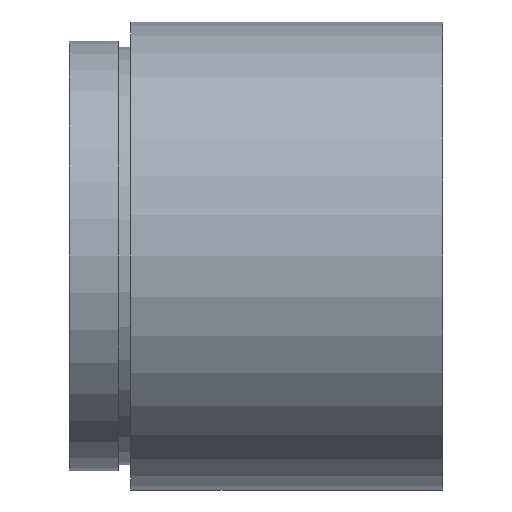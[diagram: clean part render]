
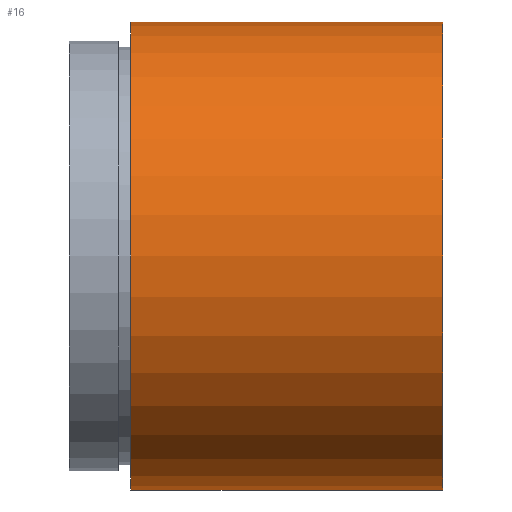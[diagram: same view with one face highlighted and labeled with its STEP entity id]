
A CAD part, left-side view. The second image highlights one B-rep face of the part: STEP entity #16.
In plain terms, the highlighted cylindrical face has radius 19.05 mm (diameter 38.1 mm), a partial arc.
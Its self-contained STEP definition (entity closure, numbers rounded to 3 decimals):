
#8 = CARTESIAN_POINT ( 'NONE',  ( 0., 161.376, 0. ) ) ;
#16 = ADVANCED_FACE ( 'NONE', ( #40 ), #330, .T. ) ;
#17 = VERTEX_POINT ( 'NONE', #206 ) ;
#27 = ORIENTED_EDGE ( 'NONE', *, *, #586, .T. ) ;
#40 = FACE_OUTER_BOUND ( 'NONE', #198, .T. ) ;
#56 = CIRCLE ( 'NONE', #157, 19.05 ) ;
#81 = DIRECTION ( 'NONE',  ( 0., 1., 0. ) ) ;
#86 = AXIS2_PLACEMENT_3D ( 'NONE', #8, #205, #532 ) ;
#125 = CARTESIAN_POINT ( 'NONE',  ( 0., 0., 0. ) ) ;
#130 = DIRECTION ( 'NONE',  ( 0., 1., 0. ) ) ;
#151 = LINE ( 'NONE', #224, #286 ) ;
#157 = AXIS2_PLACEMENT_3D ( 'NONE', #125, #81, #607 ) ;
#188 = VECTOR ( 'NONE', #574, 1000. ) ;
#198 = EDGE_LOOP ( 'NONE', ( #389, #292, #27, #593 ) ) ;
#205 = DIRECTION ( 'NONE',  ( 0., 1., 0. ) ) ;
#206 = CARTESIAN_POINT ( 'NONE',  ( 0., 0., -19.05 ) ) ;
#210 = CARTESIAN_POINT ( 'NONE',  ( 0., 25.4, 19.05 ) ) ;
#224 = CARTESIAN_POINT ( 'NONE',  ( 0., 161.376, 19.05 ) ) ;
#246 = LINE ( 'NONE', #517, #188 ) ;
#286 = VECTOR ( 'NONE', #130, 1000. ) ;
#292 = ORIENTED_EDGE ( 'NONE', *, *, #518, .T. ) ;
#296 = EDGE_CURVE ( 'NONE', #17, #344, #246, .T. ) ;
#330 = CYLINDRICAL_SURFACE ( 'NONE', #86, 19.05 ) ;
#341 = DIRECTION ( 'NONE',  ( 0., 0., 1. ) ) ;
#344 = VERTEX_POINT ( 'NONE', #579 ) ;
#389 = ORIENTED_EDGE ( 'NONE', *, *, #296, .F. ) ;
#392 = EDGE_CURVE ( 'NONE', #344, #491, #484, .T. ) ;
#397 = CARTESIAN_POINT ( 'NONE',  ( 0., 0., 19.05 ) ) ;
#434 = VERTEX_POINT ( 'NONE', #397 ) ;
#477 = DIRECTION ( 'NONE',  ( 0., 1., 0. ) ) ;
#484 = CIRCLE ( 'NONE', #601, 19.05 ) ;
#491 = VERTEX_POINT ( 'NONE', #210 ) ;
#514 = CARTESIAN_POINT ( 'NONE',  ( 0., 25.4, 0. ) ) ;
#517 = CARTESIAN_POINT ( 'NONE',  ( 0., 161.376, -19.05 ) ) ;
#518 = EDGE_CURVE ( 'NONE', #17, #434, #56, .T. ) ;
#532 = DIRECTION ( 'NONE',  ( 0., 0., 1. ) ) ;
#574 = DIRECTION ( 'NONE',  ( 0., 1., 0. ) ) ;
#579 = CARTESIAN_POINT ( 'NONE',  ( 0., 25.4, -19.05 ) ) ;
#586 = EDGE_CURVE ( 'NONE', #434, #491, #151, .T. ) ;
#593 = ORIENTED_EDGE ( 'NONE', *, *, #392, .F. ) ;
#601 = AXIS2_PLACEMENT_3D ( 'NONE', #514, #477, #341 ) ;
#607 = DIRECTION ( 'NONE',  ( 0., 0., 1. ) ) ;
